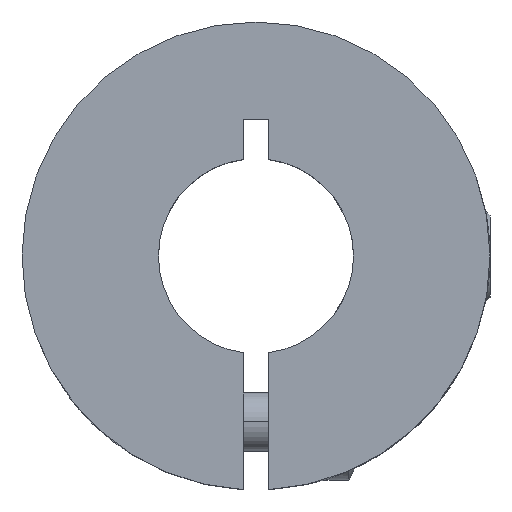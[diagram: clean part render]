
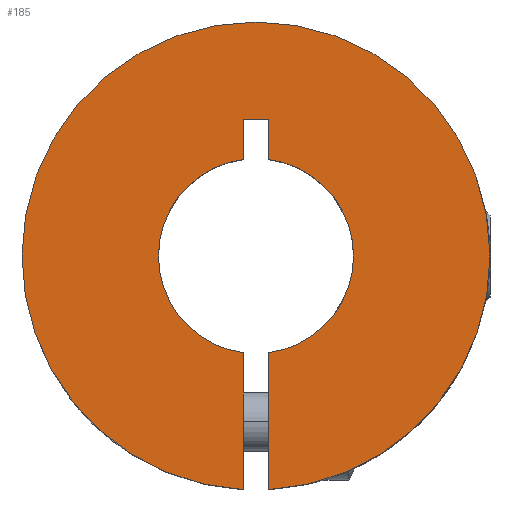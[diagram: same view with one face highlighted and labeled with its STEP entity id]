
A CAD part, top view. The second image highlights one B-rep face of the part: STEP entity #185.
In plain terms, the highlighted planar face has unit normal (0, 0, 1).
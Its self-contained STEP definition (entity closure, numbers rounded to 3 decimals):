
#185=ADVANCED_FACE('',(#375),#376,.T.);
#375=FACE_OUTER_BOUND('',#563,.T.);
#376=PLANE('',#564);
#563=EDGE_LOOP('',(#1031,#1032,#1033,#1034,#1035,#1036,#1037,#1038,#1039,#1040,#1041,#1042));
#564=AXIS2_PLACEMENT_3D('',#1043,#1044,#1045);
#1031=ORIENTED_EDGE('',*,*,#1296,.T.);
#1032=ORIENTED_EDGE('',*,*,#1298,.T.);
#1033=ORIENTED_EDGE('',*,*,#1290,.T.);
#1034=ORIENTED_EDGE('',*,*,#1148,.T.);
#1035=ORIENTED_EDGE('',*,*,#1303,.T.);
#1036=ORIENTED_EDGE('',*,*,#1288,.T.);
#1037=ORIENTED_EDGE('',*,*,#1305,.T.);
#1038=ORIENTED_EDGE('',*,*,#1122,.T.);
#1039=ORIENTED_EDGE('',*,*,#1115,.T.);
#1040=ORIENTED_EDGE('',*,*,#1281,.T.);
#1041=ORIENTED_EDGE('',*,*,#1306,.T.);
#1042=ORIENTED_EDGE('',*,*,#1130,.T.);
#1043=CARTESIAN_POINT('',(6.0,0.0,8.0));
#1044=DIRECTION('',(0.0,0.0,1.0));
#1045=DIRECTION('',(1.0,-0.0,-0.0));
#1115=EDGE_CURVE('',#1317,#1322,#1324,.T.);
#1122=EDGE_CURVE('',#1336,#1317,#1337,.T.);
#1130=EDGE_CURVE('',#1345,#1349,#1351,.T.);
#1148=EDGE_CURVE('',#1381,#1379,#1382,.T.);
#1281=EDGE_CURVE('',#1322,#1569,#1572,.T.);
#1288=EDGE_CURVE('',#1577,#1581,#1583,.T.);
#1290=EDGE_CURVE('',#1585,#1381,#1586,.T.);
#1296=EDGE_CURVE('',#1349,#1593,#1595,.T.);
#1298=EDGE_CURVE('',#1593,#1585,#1597,.T.);
#1303=EDGE_CURVE('',#1379,#1577,#1602,.T.);
#1305=EDGE_CURVE('',#1581,#1336,#1604,.T.);
#1306=EDGE_CURVE('',#1569,#1345,#1605,.T.);
#1317=VERTEX_POINT('',#1616);
#1322=VERTEX_POINT('',#1622);
#1324=CIRCLE('',#1625,12.0);
#1336=VERTEX_POINT('',#1681);
#1337=CIRCLE('',#1682,12.0);
#1345=VERTEX_POINT('',#1725);
#1349=VERTEX_POINT('',#1730);
#1351=CIRCLE('',#1733,5.0);
#1379=VERTEX_POINT('',#1801);
#1381=VERTEX_POINT('',#1804);
#1382=CIRCLE('',#1805,5.0);
#1569=VERTEX_POINT('',#2288);
#1572=LINE('',#2292,#2293);
#1577=VERTEX_POINT('',#2299);
#1581=VERTEX_POINT('',#2305);
#1583=LINE('',#2308,#2309);
#1585=VERTEX_POINT('',#2311);
#1586=LINE('',#2312,#2313);
#1593=VERTEX_POINT('',#2323);
#1595=LINE('',#2326,#2327);
#1597=LINE('',#2329,#2330);
#1602=CIRCLE('',#2369,5.0);
#1604=CIRCLE('',#2371,12.0);
#1605=CIRCLE('',#2372,5.0);
#1616=CARTESIAN_POINT('',(-12.0,0.,8.0));
#1622=CARTESIAN_POINT('',(-0.65,-11.982,8.0));
#1625=AXIS2_PLACEMENT_3D('',#2387,#2388,#2389);
#1681=CARTESIAN_POINT('',(12.0,0.,8.0));
#1682=AXIS2_PLACEMENT_3D('',#2394,#2395,#2396);
#1725=CARTESIAN_POINT('',(-5.0,0.,8.0));
#1730=CARTESIAN_POINT('',(-0.65,4.958,8.0));
#1733=AXIS2_PLACEMENT_3D('',#2403,#2404,#2405);
#1801=CARTESIAN_POINT('',(5.0,0.,8.0));
#1804=CARTESIAN_POINT('',(0.65,4.958,8.0));
#1805=AXIS2_PLACEMENT_3D('',#2425,#2426,#2427);
#2288=CARTESIAN_POINT('',(-0.65,-4.958,8.0));
#2292=CARTESIAN_POINT('',(-0.65,-1.25,8.0));
#2293=VECTOR('',#2541,1.0);
#2299=CARTESIAN_POINT('',(0.65,-4.958,8.0));
#2305=CARTESIAN_POINT('',(0.65,-11.982,8.0));
#2308=CARTESIAN_POINT('',(0.65,-1.25,8.0));
#2309=VECTOR('',#2549,1.0);
#2311=CARTESIAN_POINT('',(0.65,7.0,8.0));
#2312=CARTESIAN_POINT('',(0.65,-1.25,8.0));
#2313=VECTOR('',#2550,1.0);
#2323=CARTESIAN_POINT('',(-0.65,7.0,8.0));
#2326=CARTESIAN_POINT('',(-0.65,-1.25,8.0));
#2327=VECTOR('',#2555,1.0);
#2329=CARTESIAN_POINT('',(3.0,7.0,8.0));
#2330=VECTOR('',#2556,1.0);
#2369=AXIS2_PLACEMENT_3D('',#2561,#2562,#2563);
#2371=AXIS2_PLACEMENT_3D('',#2564,#2565,#2566);
#2372=AXIS2_PLACEMENT_3D('',#2567,#2568,#2569);
#2387=CARTESIAN_POINT('',(0.0,0.0,8.0));
#2388=DIRECTION('',(0.0,0.0,1.0));
#2389=DIRECTION('',(1.0,0.0,0.0));
#2394=CARTESIAN_POINT('',(0.0,0.0,8.0));
#2395=DIRECTION('',(0.0,0.0,1.0));
#2396=DIRECTION('',(1.0,0.0,0.0));
#2403=CARTESIAN_POINT('',(0.0,0.0,8.0));
#2404=DIRECTION('',(0.0,0.0,-1.0));
#2405=DIRECTION('',(1.0,0.0,0.0));
#2425=CARTESIAN_POINT('',(0.0,0.0,8.0));
#2426=DIRECTION('',(0.0,0.0,-1.0));
#2427=DIRECTION('',(1.0,0.0,0.0));
#2541=DIRECTION('',(0.0,1.0,0.0));
#2549=DIRECTION('',(0.0,-1.0,0.0));
#2550=DIRECTION('',(0.0,-1.0,0.0));
#2555=DIRECTION('',(0.0,1.0,0.0));
#2556=DIRECTION('',(1.0,0.0,-0.0));
#2561=CARTESIAN_POINT('',(0.0,0.0,8.0));
#2562=DIRECTION('',(0.0,0.0,-1.0));
#2563=DIRECTION('',(1.0,0.0,0.0));
#2564=CARTESIAN_POINT('',(0.0,0.0,8.0));
#2565=DIRECTION('',(0.0,0.0,1.0));
#2566=DIRECTION('',(1.0,0.0,0.0));
#2567=CARTESIAN_POINT('',(0.0,0.0,8.0));
#2568=DIRECTION('',(0.0,0.0,-1.0));
#2569=DIRECTION('',(1.0,0.0,0.0));
